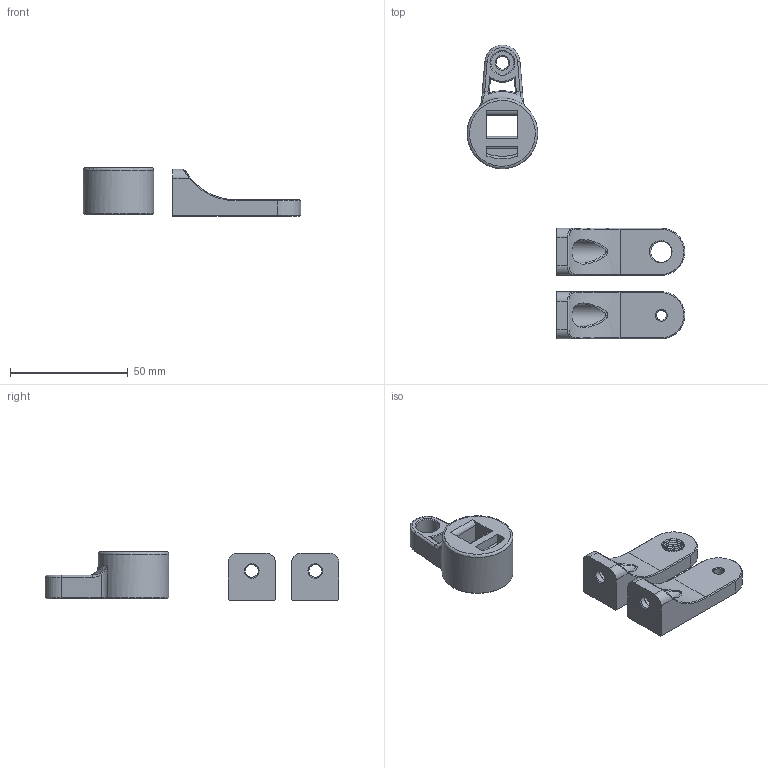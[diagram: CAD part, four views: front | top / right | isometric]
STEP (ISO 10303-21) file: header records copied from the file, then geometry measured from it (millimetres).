
FILE_DESCRIPTION(/* description */ (''),/* implementation_level */ '2;1');
FILE_NAME(/* name */ 'Side_Spool_Holder_VSW v4.step',/* time_stamp */ '2021-11-19T14:53:13-05:00',/* author */ (''),/* organization */ (''),/* preprocessor_version */ 'ST-DEVELOPER v18.1',/* originating_system */ 'Autodesk Translation Framework v10.10.0.1391',/* authorisation */ '');
FILE_SCHEMA (('AUTOMOTIVE_DESIGN { 1 0 10303 214 3 1 1 }'));
Length unit declared in the file: millimetre
Products named in the file (3): Side_Spool_Holder_VSW; spool_holder_base; PTFE-Coupler-Adapter
Assembly tree (2 placements, depth 2):
  Side_Spool_Holder_VSW
    spool_holder_base
    PTFE-Coupler-Adapter
Bounding box: 92.6 x 124.83 x 20.69 mm (x, y, z)
Volume: 32030.4 mm3; surface area: 13511.8 mm2
Topology: 3 solids, 3 shells, 145 faces, 358 edges, 220 vertices
Faces by surface type: plane 50, cylinder 44, cone 27, bspline 20, torus 4
Full cylindrical faces by diameter (mm): 4.2 x1, 5.4 x3, 9.036 x6, 9.75 x3, 10.147 x6, 30 x1
Entity records: 7113 total; most frequent: CARTESIAN_POINT 3753, ORIENTED_EDGE 712, DIRECTION 619, EDGE_CURVE 356, AXIS2_PLACEMENT_3D 223, VERTEX_POINT 220, LINE 173, VECTOR 173
